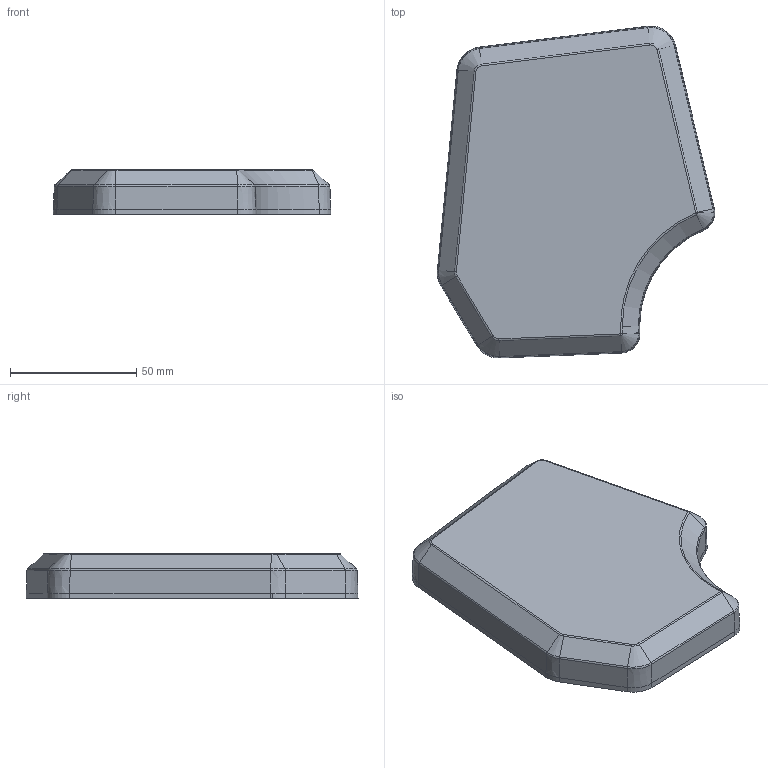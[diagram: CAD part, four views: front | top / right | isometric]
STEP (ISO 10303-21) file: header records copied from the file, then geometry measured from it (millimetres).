
FILE_DESCRIPTION (( 'STEP AP214' ), '1' );
FILE_NAME ('Chest_R_cover.STEP', '2017-08-15T07:45:24', ( '' ), ( '' ), 'SwSTEP 2.0', 'SolidWorks 2016', '' );
FILE_SCHEMA (( 'AUTOMOTIVE_DESIGN' ));
Length unit declared in the file: millimetre
Products named in the file (1): Chest_R_cover
Bounding box: 110.01 x 131.6 x 17.78 mm (x, y, z)
Volume: 34076 mm3; surface area: 35643.7 mm2
Topology: 1 solids, 1 shells, 432 faces, 1121 edges, 699 vertices
Faces by surface type: plane 191, cone 88, bspline 83, cylinder 52, torus 18
Entity records: 18731 total; most frequent: CARTESIAN_POINT 4846, ORIENTED_EDGE 2234, DIRECTION 1856, EDGE_CURVE 1117, VERTEX_POINT 699, AXIS2_PLACEMENT_3D 626, LINE 604, VECTOR 604
